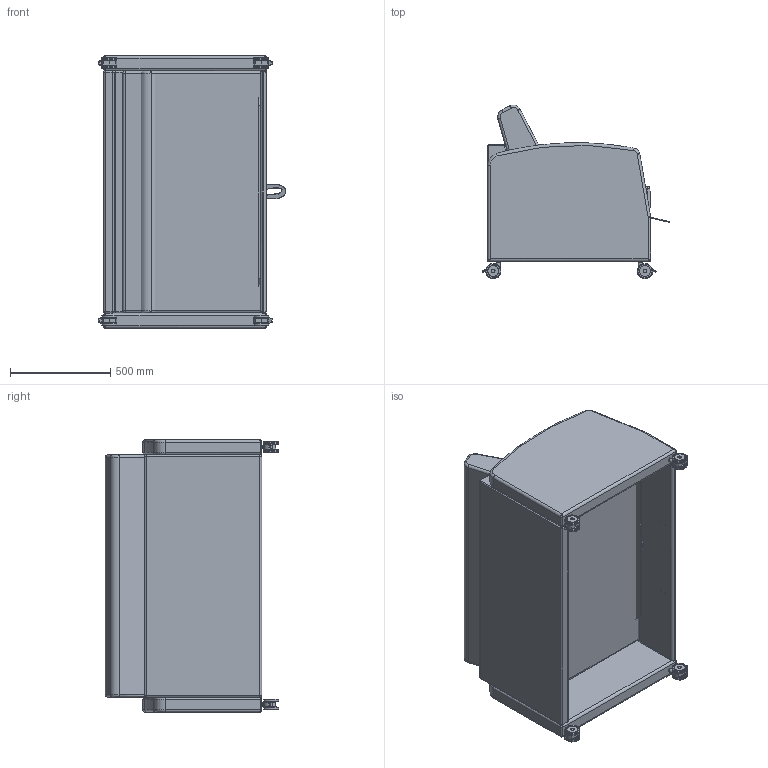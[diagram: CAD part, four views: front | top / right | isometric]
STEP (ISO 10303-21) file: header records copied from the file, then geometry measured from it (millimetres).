
FILE_DESCRIPTION(/* description */ (''),/* implementation_level */ '2;1');
FILE_NAME(/* name */ 'R1900F sitting.stp',/* time_stamp */ '2017-01-25T15:06:14-05:00',/* author */ ('emerkel'),/* organization */ (''),/* preprocessor_version */ 'ST-DEVELOPER v16.5',/* originating_system */ 'Autodesk Inventor 2017',/* authorisation */ '');
FILE_SCHEMA (('AUTOMOTIVE_DESIGN { 1 0 10303 214 3 1 1 }'));
Length unit declared in the file: inch
Products named in the file (14): R1900F sitting; R1800 UARM L; R1800 UARM R; UFBACK E0900; UOBACK 0900; UPOUT 0900; USEAT 0900; USEATX 0900; CAST COL 3"LC; CAST COL LOCK; CAST COL 3IN CENTER; CAST COL 3IN WHEEL; CAST COL 3IN INNER WHEEL; CSTR STEM 1.5C
Assembly tree (18 placements, depth 3):
  R1900F sitting
    R1800 UARM L
    R1800 UARM R
    UFBACK E0900
    UOBACK 0900
    UPOUT 0900
    USEAT 0900
    USEATX 0900
    CAST COL 3"LC  x4
      CAST COL 3IN WHEEL
      CAST COL LOCK
      CAST COL 3IN CENTER
      CAST COL 3IN INNER WHEEL
      CSTR STEM 1.5C
Bounding box: 934.15 x 864.4 x 1358.9 mm (x, y, z)
Volume: 404616515.5 mm3; surface area: 10475700.8 mm2
Topology: 35 solids, 35 shells, 842 faces, 1804 edges, 1063 vertices
Faces by surface type: cylinder 326, plane 214, torus 179, bspline 61, sphere 50, cone 12
Full cylindrical faces by diameter (mm): 7.938 x11, 8.89 x4, 9.525 x4, 10.998 x4, 17.462 x4, 17.475 x4, 17.526 x8, 20.747 x4, 55.88 x8, 55.956 x8, 75.006 x8
Entity records: 14830 total; most frequent: CARTESIAN_POINT 5945, DIRECTION 1888, ORIENTED_EDGE 1658, EDGE_CURVE 829, AXIS2_PLACEMENT_3D 784, VERTEX_POINT 502, EDGE_LOOP 463, FACE_OUTER_BOUND 401
